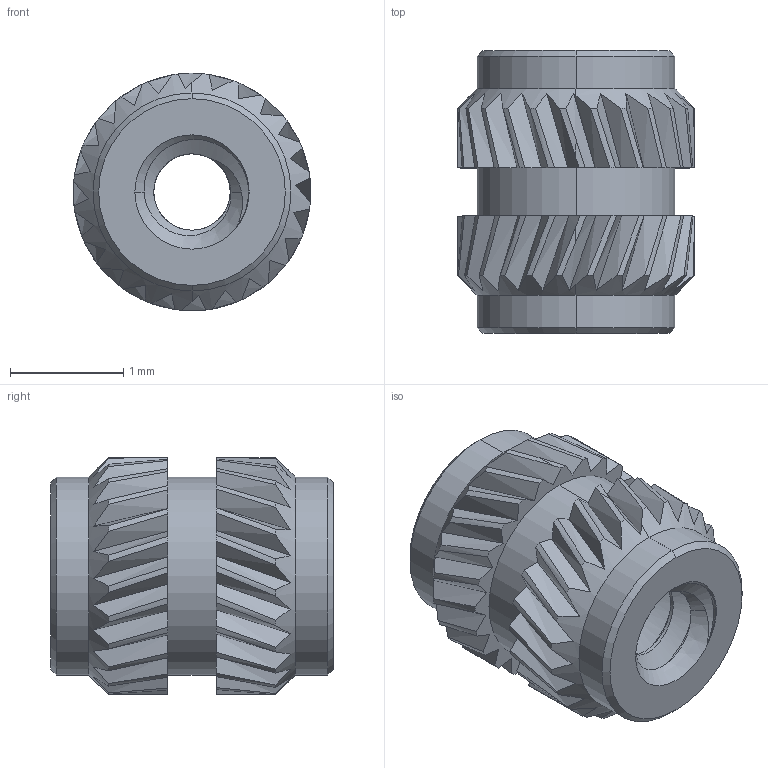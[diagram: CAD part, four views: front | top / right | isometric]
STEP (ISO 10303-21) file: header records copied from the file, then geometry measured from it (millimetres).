
FILE_DESCRIPTION (( 'STEP AP203' ), '1' );
FILE_NAME ('92120A110_Brass Heat-Set Inserts for Plastic.STEP', '2023-02-22T17:55:21', ( 'Administrator' ), ( 'Managed by Terraform' ), 'SwSTEP 2.0', 'SolidWorks 2017', '' );
FILE_SCHEMA (( 'CONFIG_CONTROL_DESIGN' ));
Length unit declared in the file: millimetre
Products named in the file (1): 92120A110_Brass Heat-Set Inserts for Plastic
Bounding box: 2.1 x 2.5 x 2.1 mm (x, y, z)
Volume: 5.5 mm3; surface area: 35 mm2
Topology: 1 solids, 1 shells, 193 faces, 558 edges, 369 vertices
Faces by surface type: bspline 99, cylinder 77, cone 13, plane 4
Entity records: 9571 total; most frequent: CARTESIAN_POINT 5721, ORIENTED_EDGE 1116, EDGE_CURVE 558, DIRECTION 469, VERTEX_POINT 369, AXIS2_PLACEMENT_3D 214, EDGE_LOOP 197, ADVANCED_FACE 193
